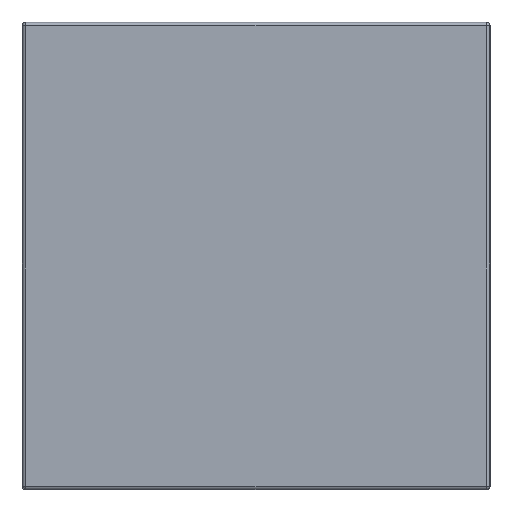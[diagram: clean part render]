
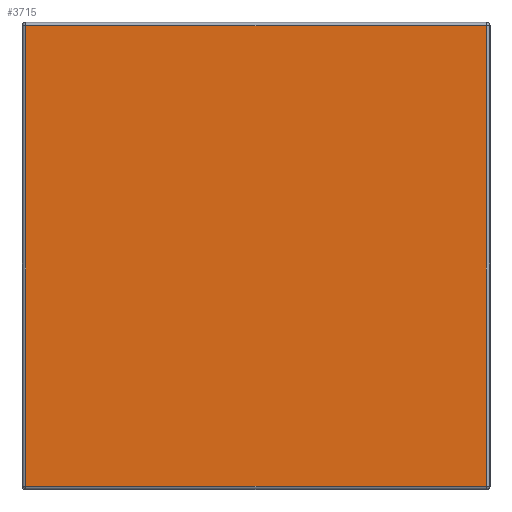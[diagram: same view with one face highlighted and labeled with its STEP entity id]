
A CAD part, top view. The second image highlights one B-rep face of the part: STEP entity #3715.
In plain terms, the highlighted planar face has unit normal (0, 0, 1).
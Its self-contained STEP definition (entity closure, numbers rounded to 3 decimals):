
#1=DIRECTION('',(-1.,0.,0.));
#2=VECTOR('',#1,28.046);
#3=CARTESIAN_POINT('',(-5.777,62.423,205.4));
#4=LINE('',#3,#2);
#5=DIRECTION('',(0.,1.,0.));
#6=VECTOR('',#5,28.046);
#7=CARTESIAN_POINT('',(-5.777,34.377,205.4));
#8=LINE('',#7,#6);
#9=DIRECTION('',(1.,0.,0.));
#10=VECTOR('',#9,28.046);
#11=CARTESIAN_POINT('',(-33.823,34.377,205.4));
#12=LINE('',#11,#10);
#13=DIRECTION('',(0.,-1.,0.));
#14=VECTOR('',#13,28.046);
#15=CARTESIAN_POINT('',(-33.823,62.423,205.4));
#16=LINE('',#15,#14);
#3084=CARTESIAN_POINT('',(-5.777,62.423,205.4));
#3085=CARTESIAN_POINT('',(-33.823,62.423,205.4));
#3086=VERTEX_POINT('',#3084);
#3087=VERTEX_POINT('',#3085);
#3092=CARTESIAN_POINT('',(-33.823,34.377,205.4));
#3093=VERTEX_POINT('',#3092);
#3098=CARTESIAN_POINT('',(-5.777,34.377,205.4));
#3099=VERTEX_POINT('',#3098);
#3700=CARTESIAN_POINT('',(0.,0.,205.4));
#3701=DIRECTION('',(0.,0.,1.));
#3702=DIRECTION('',(0.,-1.,0.));
#3703=AXIS2_PLACEMENT_3D('',#3700,#3701,#3702);
#3704=PLANE('',#3703);
#3706=ORIENTED_EDGE('',*,*,#3705,.F.);
#3708=ORIENTED_EDGE('',*,*,#3707,.F.);
#3710=ORIENTED_EDGE('',*,*,#3709,.F.);
#3712=ORIENTED_EDGE('',*,*,#3711,.F.);
#3713=EDGE_LOOP('',(#3706,#3708,#3710,#3712));
#3714=FACE_OUTER_BOUND('',#3713,.F.);
#3715=ADVANCED_FACE('',(#3714),#3704,.T.);
#3705=EDGE_CURVE('',#3086,#3087,#4,.T.);
#3707=EDGE_CURVE('',#3099,#3086,#8,.T.);
#3709=EDGE_CURVE('',#3093,#3099,#12,.T.);
#3711=EDGE_CURVE('',#3087,#3093,#16,.T.);
